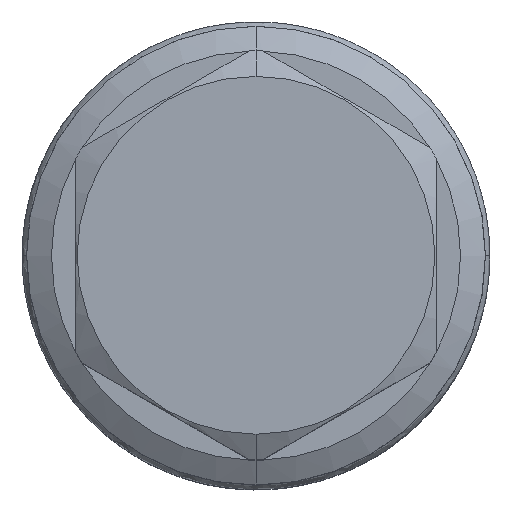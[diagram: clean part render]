
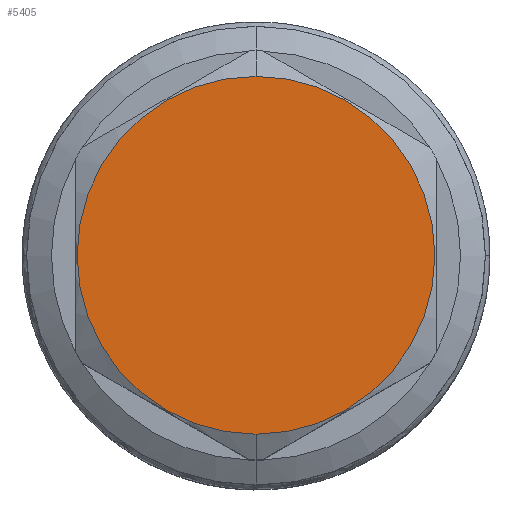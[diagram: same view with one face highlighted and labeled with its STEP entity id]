
A CAD part, top view. The second image highlights one B-rep face of the part: STEP entity #5405.
In plain terms, the highlighted planar face has unit normal (0, 0, 1).
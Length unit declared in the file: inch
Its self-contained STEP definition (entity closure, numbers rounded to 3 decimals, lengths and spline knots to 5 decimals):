
#1187=CARTESIAN_POINT('',(0.,0.,4.281));
#1188=DIRECTION('',(0.,0.,1.));
#1189=DIRECTION('',(0.,-1.,0.));
#1190=AXIS2_PLACEMENT_3D('',#1187,#1188,#1189);
#1192=CARTESIAN_POINT('',(0.,0.,4.281));
#1193=DIRECTION('',(0.,0.,1.));
#1194=DIRECTION('',(0.,1.,0.));
#1195=AXIS2_PLACEMENT_3D('',#1192,#1193,#1194);
#3582=CARTESIAN_POINT('',(0.,-0.62,4.281));
#3583=CARTESIAN_POINT('',(0.,0.62,4.281));
#3584=VERTEX_POINT('',#3582);
#3585=VERTEX_POINT('',#3583);
#5396=CARTESIAN_POINT('',(0.,0.,4.281));
#5397=DIRECTION('',(0.,0.,1.));
#5398=DIRECTION('',(0.,1.,0.));
#5399=AXIS2_PLACEMENT_3D('',#5396,#5397,#5398);
#5400=PLANE('',#5399);
#5401=ORIENTED_EDGE('',*,*,#5166,.F.);
#5402=ORIENTED_EDGE('',*,*,#5387,.F.);
#5403=EDGE_LOOP('',(#5401,#5402));
#5404=FACE_OUTER_BOUND('',#5403,.F.);
#5405=ADVANCED_FACE('',(#5404),#5400,.T.);
#1191=CIRCLE('',#1190,0.62);
#1196=CIRCLE('',#1195,0.62);
#5166=EDGE_CURVE('',#3584,#3585,#1191,.T.);
#5387=EDGE_CURVE('',#3585,#3584,#1196,.T.);
